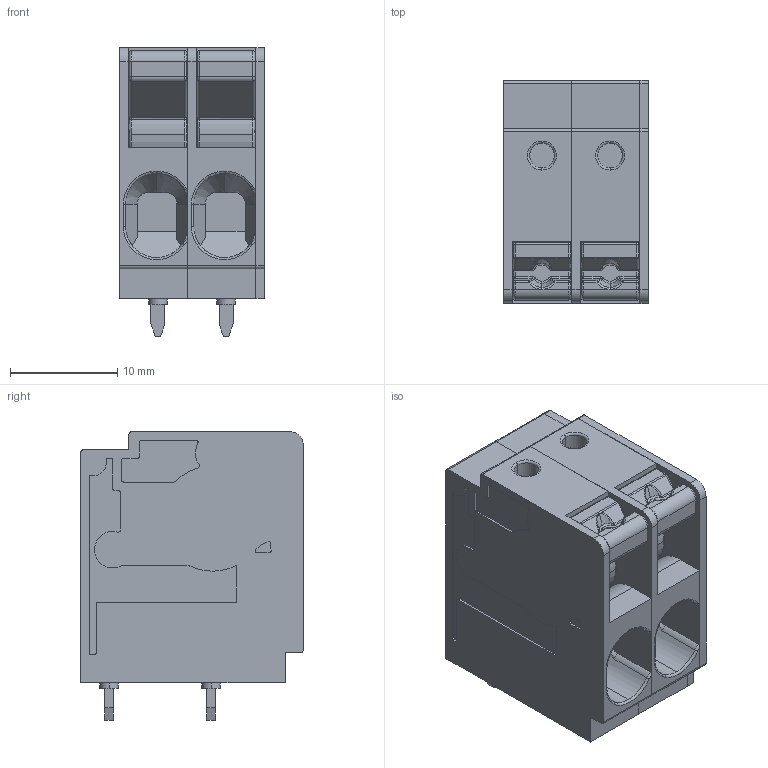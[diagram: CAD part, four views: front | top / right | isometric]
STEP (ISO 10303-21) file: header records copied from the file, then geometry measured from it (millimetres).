
FILE_DESCRIPTION(('STEP AP242'),'1');
FILE_NAME('1017521.stp','2024-05-09T21:55:01',('TraceParts'),('TraceParts S.A.'),'Spatial InterOp 3D',' ',' ');
FILE_SCHEMA(('AP242_MANAGED_MODEL_BASED_3D_ENGINEERING_MIM_LF {1 0 10303 442 1 1 4}'));
Length unit declared in the file: millimetre
Products named in the file (1): 1017521_1
Bounding box: 13.5 x 20.75 x 26.9 mm (x, y, z)
Volume: 4936.4 mm3; surface area: 6292.8 mm2
Topology: 9 solids, 9 shells, 1551 faces, 4151 edges, 2671 vertices
Faces by surface type: plane 960, cylinder 330, torus 154, bspline 44, extrusion 31, sphere 20, cone 12
Entity records: 70649 total; most frequent: CARTESIAN_POINT 19369, ORIENTED_EDGE 8234, DIRECTION 7865, EDGE_CURVE 4117, VECTOR 2941, LINE 2910, VERTEX_POINT 2671, AXIS2_PLACEMENT_3D 2462
